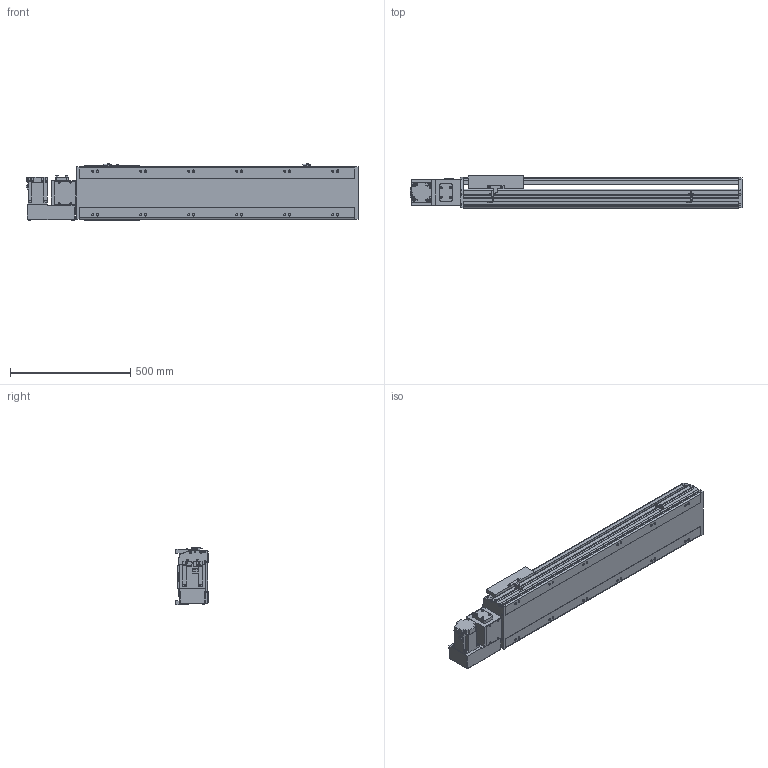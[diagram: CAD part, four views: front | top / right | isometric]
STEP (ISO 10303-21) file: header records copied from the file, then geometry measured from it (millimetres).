
FILE_DESCRIPTION (( 'STEP AP214' ), '1' );
FILE_NAME ('WEX220BL-040LC-0800XXXX.STEP', '2025-02-28T17:07:57', ( '' ), ( '' ), 'SwSTEP 2.0', 'SolidWorks 2022', '' );
FILE_SCHEMA (( 'AUTOMOTIVE_DESIGN' ));
Length unit declared in the file: millimetre
Products named in the file (9): FANG STICKER; WEX220-800B-2; WEX220-800B-1; WEX220-800BSENSOR; WEX220-800MOTOR; WEX220-800B-3; WEX220BL-040LC-0800XXXX; WEX220-800BCARRIAGE; WEX220-800B-5
Assembly tree (7 placements, depth 2):
  WEX220-800B-1
  WEX220BL-040LC-0800XXXX
    WEX220-800B-2
    WEX220-800BCARRIAGE
    WEX220-800B-3
    WEX220-800BSENSOR  x2
    WEX220-800MOTOR
    FANG STICKER
  WEX220-800B-5
Bounding box: 1382.8 x 134 x 239.56 mm (x, y, z)
Volume: 19672994.5 mm3; surface area: 1815620.2 mm2
Topology: 7 solids, 10 shells, 1541 faces, 3838 edges, 2512 vertices
Faces by surface type: plane 1079, cylinder 378, cone 64, torus 20
Entity records: 43254 total; most frequent: CARTESIAN_POINT 7919, DIRECTION 7120, ORIENTED_EDGE 7044, EDGE_CURVE 3522, LINE 2674, VECTOR 2674, VERTEX_POINT 2310, AXIS2_PLACEMENT_3D 2223
